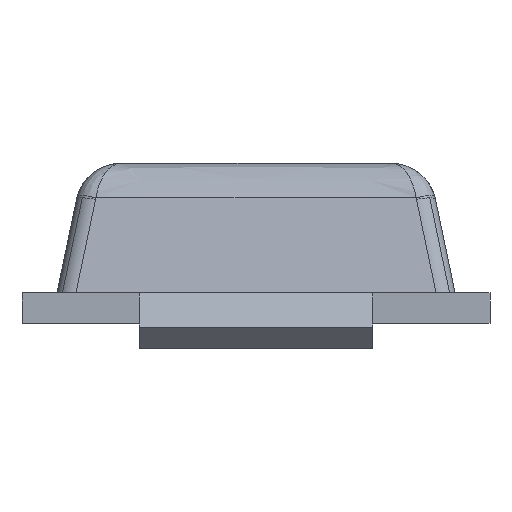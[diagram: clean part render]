
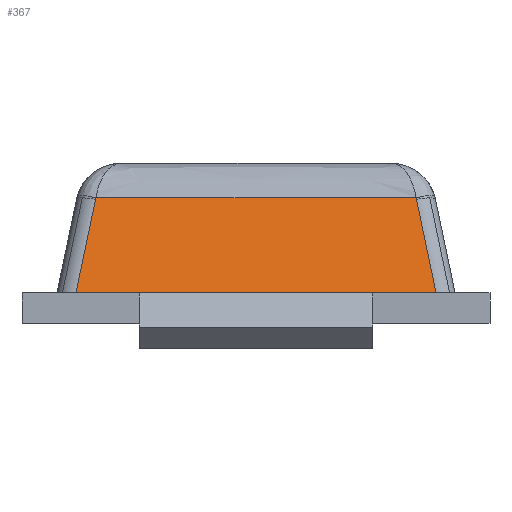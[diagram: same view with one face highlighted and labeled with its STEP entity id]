
A CAD part, front view. The second image highlights one B-rep face of the part: STEP entity #367.
In plain terms, the highlighted planar face has unit normal (0, -0.979, 0.204).
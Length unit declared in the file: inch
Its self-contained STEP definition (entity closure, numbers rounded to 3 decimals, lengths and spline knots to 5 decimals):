
#367=ADVANCED_FACE('',(#941),#942,.T.);
#553=EDGE_CURVE('',#955,#1150,#1221,.T.);
#575=EDGE_CURVE('',#799,#955,#1249,.T.);
#667=EDGE_CURVE('',#1226,#799,#1366,.T.);
#713=EDGE_CURVE('',#1238,#1039,#1421,.T.);
#753=EDGE_CURVE('',#1226,#1039,#1471,.T.);
#763=EDGE_CURVE('',#1150,#1238,#1482,.T.);
#799=VERTEX_POINT('',#1515);
#941=FACE_OUTER_BOUND('',#2310,.T.);
#942=PLANE('',#2311);
#955=VERTEX_POINT('',#2328);
#1039=VERTEX_POINT('',#2484);
#1150=VERTEX_POINT('',#2792);
#1221=LINE('',#3150,#3151);
#1226=VERTEX_POINT('',#3158);
#1238=VERTEX_POINT('',#3197);
#1249=ELLIPSE('',#3236,0.09194,0.09);
#1366=LINE('',#4004,#4005);
#1421=LINE('',#4202,#4203);
#1471=LINE('',#4339,#4340);
#1482=ELLIPSE('',#4378,0.09194,0.09);
#1515=CARTESIAN_POINT('',(2.33869,5.85492,0.4297));
#2310=EDGE_LOOP('',(#4592,#4593,#4594,#4595,#4596,#4597));
#2311=AXIS2_PLACEMENT_3D('',#4598,#4599,#4600);
#2328=CARTESIAN_POINT('',(2.33998,5.85603,0.43506));
#2484=CARTESIAN_POINT('',(3.52086,5.78709,0.10499));
#2792=CARTESIAN_POINT('',(3.45177,5.85603,0.43506));
#3150=CARTESIAN_POINT('',(2.20473,5.85603,0.43506));
#3151=VECTOR('',#4967,0.9);
#3158=CARTESIAN_POINT('',(2.2708,5.78709,0.10499));
#3197=CARTESIAN_POINT('',(3.45307,5.85491,0.42968));
#3236=AXIS2_PLACEMENT_3D('',#4993,#4994,#4995);
#4004=CARTESIAN_POINT('',(2.30729,5.82354,0.27951));
#4005=VECTOR('',#5179,0.9);
#4202=CARTESIAN_POINT('',(3.45671,5.85127,0.41225));
#4203=VECTOR('',#5257,0.9);
#4339=CARTESIAN_POINT('',(2.20473,5.78709,0.10499));
#4340=VECTOR('',#5354,0.9);
#4378=AXIS2_PLACEMENT_3D('',#5358,#5359,#5360);
#4592=ORIENTED_EDGE('',*,*,#763,.F.);
#4593=ORIENTED_EDGE('',*,*,#553,.F.);
#4594=ORIENTED_EDGE('',*,*,#575,.F.);
#4595=ORIENTED_EDGE('',*,*,#667,.F.);
#4596=ORIENTED_EDGE('',*,*,#753,.T.);
#4597=ORIENTED_EDGE('',*,*,#713,.F.);
#4598=CARTESIAN_POINT('',(2.20473,5.82156,0.27003));
#4599=DIRECTION('',(0.,-0.979,0.204));
#4600=DIRECTION('',(0.,-0.204,-0.979));
#4967=DIRECTION('',(1.0,0.0,0.0));
#4993=CARTESIAN_POINT('',(2.42678,5.85107,0.41128));
#4994=DIRECTION('',(0.,0.979,-0.204));
#4995=DIRECTION('',(0.,0.204,0.979));
#5179=DIRECTION('',(0.2,0.2,0.959));
#5257=DIRECTION('',(0.2,-0.2,-0.959));
#5354=DIRECTION('',(1.0,0.0,0.0));
#5358=CARTESIAN_POINT('',(3.36497,5.85107,0.41128));
#5359=DIRECTION('',(0.0,0.979,-0.204));
#5360=DIRECTION('',(0.,0.204,0.979));
